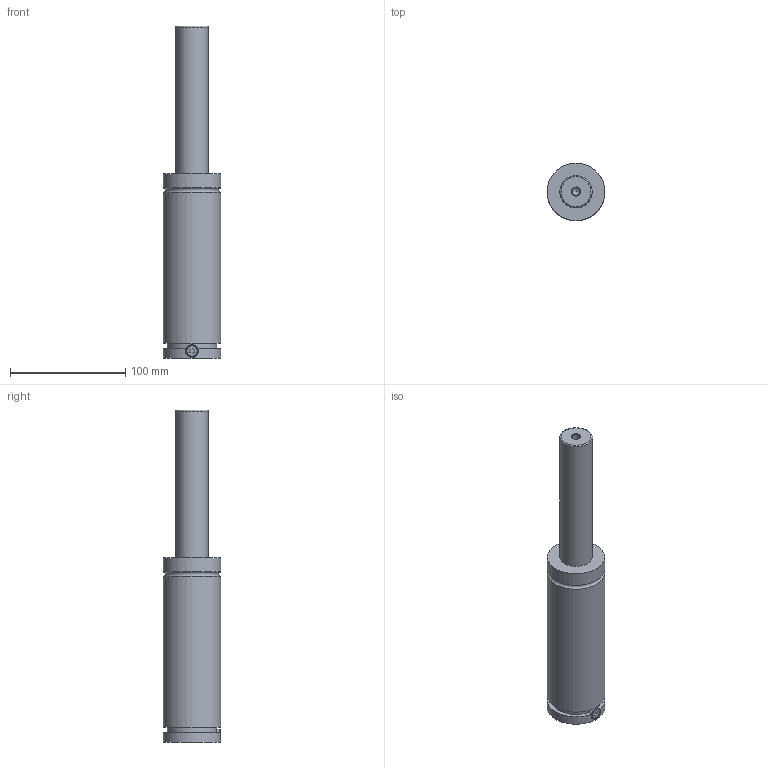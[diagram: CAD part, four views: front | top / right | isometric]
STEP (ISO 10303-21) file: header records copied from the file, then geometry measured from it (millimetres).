
FILE_DESCRIPTION(/* description */ ('STEP AP203'),/* implementation_level */ '2;1');
FILE_NAME(/* name */ 'E 01000_125 B.stp',/* time_stamp */ '2019-03-24T19:33:44+03:00',/* author */ ('Doğan'),/* organization */ (''),/* preprocessor_version */ 'ST-DEVELOPER v17.2',/* originating_system */ 'Autodesk Inventor 2019',/* authorisation */ '');
FILE_SCHEMA (('AUTOMOTIVE_DESIGN { 1 0 10303 214 3 1 1 }'));
Length unit declared in the file: millimetre
Products named in the file (1): E 01000_125 B
Bounding box: 50 x 50 x 288 mm (x, y, z)
Volume: 388263.5 mm3; surface area: 42329.6 mm2
Topology: 1 solids, 1 shells, 42 faces, 115 edges, 81 vertices
Faces by surface type: plane 22, cylinder 11, cone 7, torus 2
Full cylindrical faces by diameter (mm): 6.8 x3, 10 x1, 11 x2, 28 x1, 43 x1, 50 x3
Entity records: 1436 total; most frequent: CARTESIAN_POINT 276, DIRECTION 248, ORIENTED_EDGE 224, EDGE_CURVE 112, AXIS2_PLACEMENT_3D 96, VERTEX_POINT 81, LINE 56, VECTOR 56
